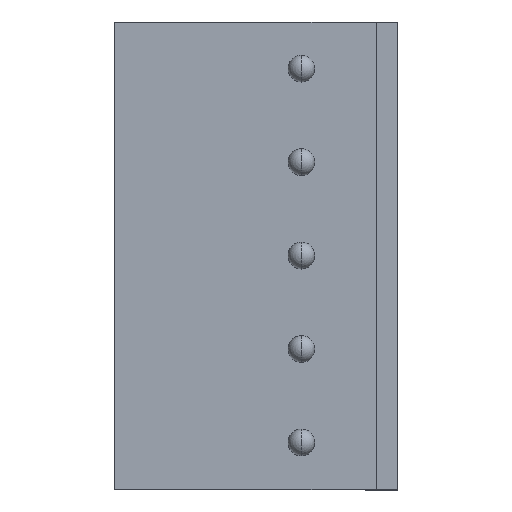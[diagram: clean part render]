
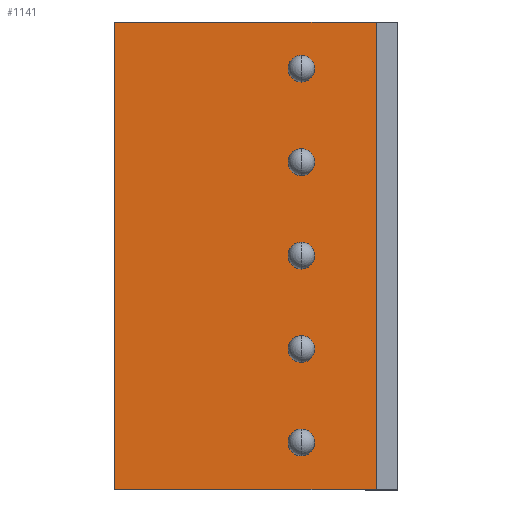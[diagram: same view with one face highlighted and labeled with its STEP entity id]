
A CAD part, top view. The second image highlights one B-rep face of the part: STEP entity #1141.
In plain terms, the highlighted planar face has unit normal (0, 0, 1).
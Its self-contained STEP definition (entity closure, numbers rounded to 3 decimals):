
#1=DIRECTION('',(1.,0.,0.));
#2=VECTOR('',#1,9.8);
#3=CARTESIAN_POINT('',(0.,0.,0.));
#4=LINE('',#3,#2);
#33=DIRECTION('',(0.,1.,0.));
#34=VECTOR('',#33,17.5);
#35=CARTESIAN_POINT('',(0.,0.,0.));
#36=LINE('',#35,#34);
#37=CARTESIAN_POINT('',(7.,15.75,0.));
#38=DIRECTION('',(0.,0.,1.));
#39=DIRECTION('',(0.,-1.,0.));
#40=AXIS2_PLACEMENT_3D('',#37,#38,#39);
#42=CARTESIAN_POINT('',(7.,15.75,0.));
#43=DIRECTION('',(0.,0.,1.));
#44=DIRECTION('',(0.,1.,0.));
#45=AXIS2_PLACEMENT_3D('',#42,#43,#44);
#47=CARTESIAN_POINT('',(7.,12.25,0.));
#48=DIRECTION('',(0.,0.,1.));
#49=DIRECTION('',(0.,-1.,0.));
#50=AXIS2_PLACEMENT_3D('',#47,#48,#49);
#52=CARTESIAN_POINT('',(7.,12.25,0.));
#53=DIRECTION('',(0.,0.,1.));
#54=DIRECTION('',(0.,1.,0.));
#55=AXIS2_PLACEMENT_3D('',#52,#53,#54);
#57=CARTESIAN_POINT('',(7.,8.75,0.));
#58=DIRECTION('',(0.,0.,1.));
#59=DIRECTION('',(0.,-1.,0.));
#60=AXIS2_PLACEMENT_3D('',#57,#58,#59);
#62=CARTESIAN_POINT('',(7.,8.75,0.));
#63=DIRECTION('',(0.,0.,1.));
#64=DIRECTION('',(0.,1.,0.));
#65=AXIS2_PLACEMENT_3D('',#62,#63,#64);
#67=CARTESIAN_POINT('',(7.,5.25,0.));
#68=DIRECTION('',(0.,0.,1.));
#69=DIRECTION('',(0.,-1.,0.));
#70=AXIS2_PLACEMENT_3D('',#67,#68,#69);
#72=CARTESIAN_POINT('',(7.,5.25,0.));
#73=DIRECTION('',(0.,0.,1.));
#74=DIRECTION('',(0.,1.,0.));
#75=AXIS2_PLACEMENT_3D('',#72,#73,#74);
#77=CARTESIAN_POINT('',(7.,1.75,0.));
#78=DIRECTION('',(0.,0.,1.));
#79=DIRECTION('',(0.,-1.,0.));
#80=AXIS2_PLACEMENT_3D('',#77,#78,#79);
#82=CARTESIAN_POINT('',(7.,1.75,0.));
#83=DIRECTION('',(0.,0.,1.));
#84=DIRECTION('',(0.,1.,0.));
#85=AXIS2_PLACEMENT_3D('',#82,#83,#84);
#745=DIRECTION('',(0.,1.,0.));
#746=VECTOR('',#745,17.5);
#747=CARTESIAN_POINT('',(9.8,0.,0.));
#748=LINE('',#747,#746);
#749=DIRECTION('',(1.,0.,0.));
#750=VECTOR('',#749,9.8);
#751=CARTESIAN_POINT('',(0.,17.5,0.));
#752=LINE('',#751,#750);
#829=CARTESIAN_POINT('',(0.,0.,0.));
#830=CARTESIAN_POINT('',(9.8,0.,0.));
#831=VERTEX_POINT('',#829);
#832=VERTEX_POINT('',#830);
#845=CARTESIAN_POINT('',(0.,17.5,0.));
#846=CARTESIAN_POINT('',(9.8,17.5,0.));
#847=VERTEX_POINT('',#845);
#848=VERTEX_POINT('',#846);
#861=CARTESIAN_POINT('',(7.,15.25,0.));
#862=CARTESIAN_POINT('',(7.,16.25,0.));
#863=VERTEX_POINT('',#861);
#864=VERTEX_POINT('',#862);
#881=CARTESIAN_POINT('',(7.,11.75,0.));
#882=CARTESIAN_POINT('',(7.,12.75,0.));
#883=VERTEX_POINT('',#881);
#884=VERTEX_POINT('',#882);
#901=CARTESIAN_POINT('',(7.,8.25,0.));
#902=CARTESIAN_POINT('',(7.,9.25,0.));
#903=VERTEX_POINT('',#901);
#904=VERTEX_POINT('',#902);
#921=CARTESIAN_POINT('',(7.,4.75,0.));
#922=CARTESIAN_POINT('',(7.,5.75,0.));
#923=VERTEX_POINT('',#921);
#924=VERTEX_POINT('',#922);
#941=CARTESIAN_POINT('',(7.,1.25,0.));
#942=CARTESIAN_POINT('',(7.,2.25,0.));
#943=VERTEX_POINT('',#941);
#944=VERTEX_POINT('',#942);
#1097=CARTESIAN_POINT('',(0.,0.,0.));
#1098=DIRECTION('',(0.,0.,1.));
#1099=DIRECTION('',(1.,0.,0.));
#1100=AXIS2_PLACEMENT_3D('',#1097,#1098,#1099);
#1101=PLANE('',#1100);
#1102=ORIENTED_EDGE('',*,*,#1078,.F.);
#1104=ORIENTED_EDGE('',*,*,#1103,.T.);
#1106=ORIENTED_EDGE('',*,*,#1105,.T.);
#1108=ORIENTED_EDGE('',*,*,#1107,.F.);
#1109=EDGE_LOOP('',(#1102,#1104,#1106,#1108));
#1110=FACE_OUTER_BOUND('',#1109,.F.);
#1112=ORIENTED_EDGE('',*,*,#1111,.T.);
#1114=ORIENTED_EDGE('',*,*,#1113,.T.);
#1115=EDGE_LOOP('',(#1112,#1114));
#1116=FACE_BOUND('',#1115,.F.);
#1118=ORIENTED_EDGE('',*,*,#1117,.T.);
#1120=ORIENTED_EDGE('',*,*,#1119,.T.);
#1121=EDGE_LOOP('',(#1118,#1120));
#1122=FACE_BOUND('',#1121,.F.);
#1124=ORIENTED_EDGE('',*,*,#1123,.T.);
#1126=ORIENTED_EDGE('',*,*,#1125,.T.);
#1127=EDGE_LOOP('',(#1124,#1126));
#1128=FACE_BOUND('',#1127,.F.);
#1130=ORIENTED_EDGE('',*,*,#1129,.T.);
#1132=ORIENTED_EDGE('',*,*,#1131,.T.);
#1133=EDGE_LOOP('',(#1130,#1132));
#1134=FACE_BOUND('',#1133,.F.);
#1136=ORIENTED_EDGE('',*,*,#1135,.T.);
#1138=ORIENTED_EDGE('',*,*,#1137,.T.);
#1139=EDGE_LOOP('',(#1136,#1138));
#1140=FACE_BOUND('',#1139,.F.);
#1141=ADVANCED_FACE('',(#1110,#1116,#1122,#1128,#1134,#1140),#1101,.T.);
#41=CIRCLE('',#40,0.5);
#46=CIRCLE('',#45,0.5);
#51=CIRCLE('',#50,0.5);
#56=CIRCLE('',#55,0.5);
#61=CIRCLE('',#60,0.5);
#66=CIRCLE('',#65,0.5);
#71=CIRCLE('',#70,0.5);
#76=CIRCLE('',#75,0.5);
#81=CIRCLE('',#80,0.5);
#86=CIRCLE('',#85,0.5);
#1078=EDGE_CURVE('',#831,#832,#4,.T.);
#1103=EDGE_CURVE('',#831,#847,#36,.T.);
#1105=EDGE_CURVE('',#847,#848,#752,.T.);
#1107=EDGE_CURVE('',#832,#848,#748,.T.);
#1111=EDGE_CURVE('',#863,#864,#41,.T.);
#1113=EDGE_CURVE('',#864,#863,#46,.T.);
#1117=EDGE_CURVE('',#883,#884,#51,.T.);
#1119=EDGE_CURVE('',#884,#883,#56,.T.);
#1123=EDGE_CURVE('',#903,#904,#61,.T.);
#1125=EDGE_CURVE('',#904,#903,#66,.T.);
#1129=EDGE_CURVE('',#923,#924,#71,.T.);
#1131=EDGE_CURVE('',#924,#923,#76,.T.);
#1135=EDGE_CURVE('',#943,#944,#81,.T.);
#1137=EDGE_CURVE('',#944,#943,#86,.T.);
